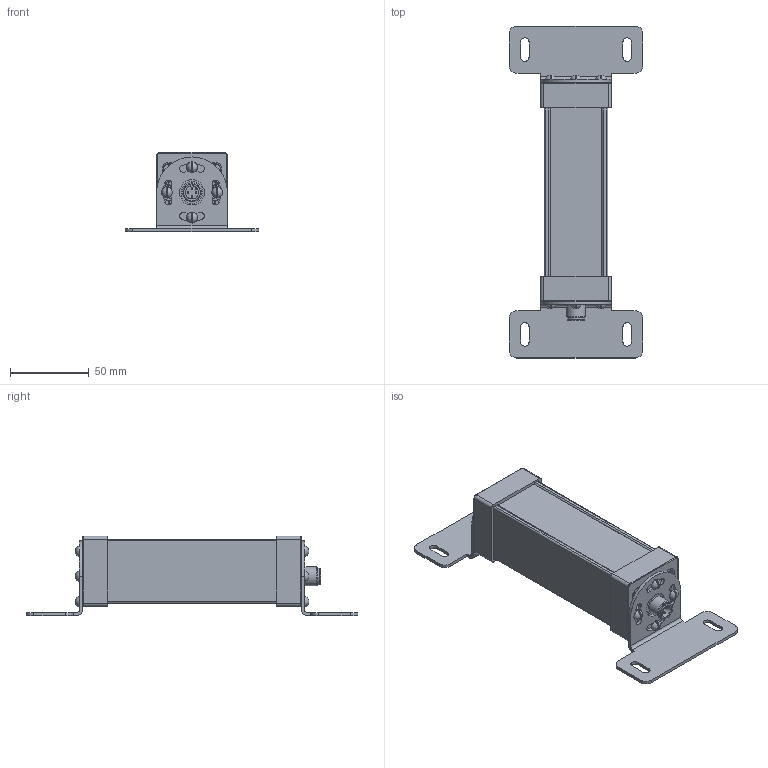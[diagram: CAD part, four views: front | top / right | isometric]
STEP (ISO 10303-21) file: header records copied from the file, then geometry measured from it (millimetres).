
FILE_DESCRIPTION(/* description */ ('Unknown'),/* implementation_level */ '2;1');
FILE_NAME(/* name */ 'ВБО-ЭК-100',/* time_stamp */ '2021-11-30T10:16:17+05:00',/* author */ ('Unknown'),/* organization */ ('Unknown'),/* preprocessor_version */ 'ST-DEVELOPER v16.7',/* originating_system */ 'Solid Edge',/* authorisation */ 'Unknown');
FILE_SCHEMA (('AUTOMOTIVE_DESIGN {1 0 10303 214 3 1 1}'));
Length unit declared in the file: millimetre
Products named in the file (16): Êàðêàñ ÂÁÎ-ÝÊ-100; À1.071 Êîðïóñ; Î3.013 Ýêðàí; Êðûøêà çàäíÿÿ; Screw_GOST_1491_80_B_M4x22_v10.50; 12.070.111 (Êðûøêà); Êðûøêà ïåðåäíÿÿ; Êîëüöî 006-008-14-2-2 (äëÿ ÷åðòåæà); Òðóáêà òåðìîóñàäî÷íàÿ  1,6 äëèíà 10; Ïðîêëàäêà; 10.010.100; Êîðïóñ âèëêè äëÿ 10.010.100; Ý0.001 (äëÿ ñáîðêè); À3.005 Ïåðåõîäíèê; ﾊ煇鳫; Screw_GOST_17473_80_1B_M4x10_v10.50
Assembly tree (37 placements, depth 4):
  Êàðêàñ ÂÁÎ-ÝÊ-100
    À1.071 Êîðïóñ
    Î3.013 Ýêðàí
    Êðûøêà çàäíÿÿ
    Screw_GOST_1491_80_B_M4x22_v10.50  x8
    12.070.111 (Êðûøêà)
      Êðûøêà ïåðåäíÿÿ
      Êîëüöî 006-008-14-2-2 (äëÿ ÷åðòåæà)
      Òðóáêà òåðìîóñàäî÷íàÿ  1,6 äëèíà 10  x4
      Ïðîêëàäêà
      10.010.100
        Êîðïóñ âèëêè äëÿ 10.010.100
        Ý0.001 (äëÿ ñáîðêè)  x4
      À3.005 Ïåðåõîäíèê
    Ïðîêëàäêà
    ﾊ煇鳫  x2
    Screw_GOST_17473_80_1B_M4x10_v10.50  x8
Bounding box: 85 x 211 x 50.5 mm (x, y, z)
Volume: 139566.7 mm3; surface area: 96905.9 mm2
Topology: 35 solids, 35 shells, 852 faces, 1992 edges, 1306 vertices
Faces by surface type: plane 426, cylinder 319, cone 57, torus 41, sphere 9
Full cylindrical faces by diameter (mm): 1 x24, 1.2 x4, 1.385 x2, 1.4 x17, 1.416 x1, 1.6 x4, 1.8 x4, 3 x10, 3.8 x2, 4 x32, 4.1 x8, 4.5 x8, 7 x16, 7.5 x3, 8.2 x1, 8.3 x1, 8.6 x8, 9.5 x2, 9.55 x1, 10.5 x1, 10.6 x3, 10.917 x1, 12 x2, 14 x1, 16 x2
Entity records: 15171 total; most frequent: DIRECTION 2626, CARTESIAN_POINT 2452, ORIENTED_EDGE 2192, EDGE_CURVE 1096, AXIS2_PLACEMENT_3D 996, VERTEX_POINT 789, FACE_BOUND 735, EDGE_LOOP 733
